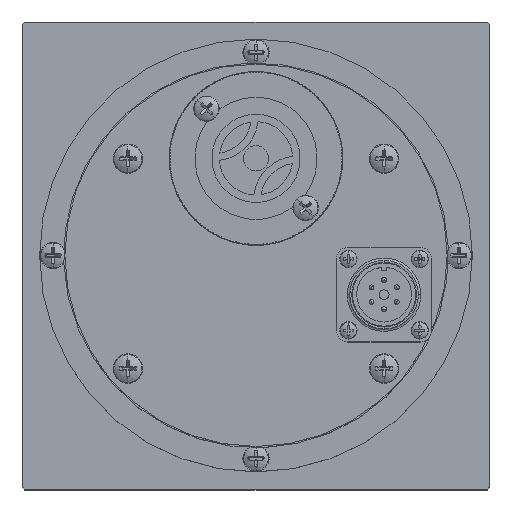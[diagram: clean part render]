
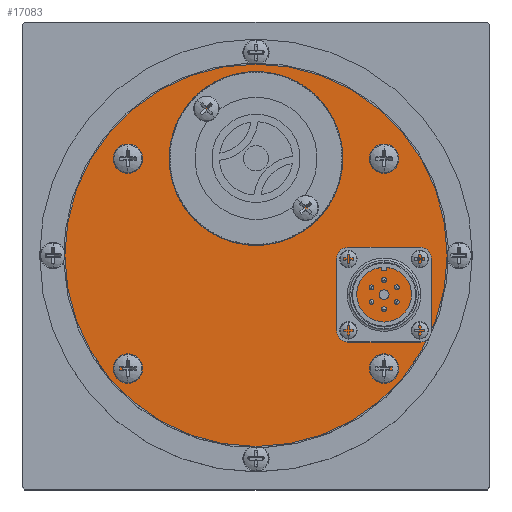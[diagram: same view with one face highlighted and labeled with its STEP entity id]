
A CAD part, top view. The second image highlights one B-rep face of the part: STEP entity #17083.
In plain terms, the highlighted planar face has unit normal (0, 0, 1).
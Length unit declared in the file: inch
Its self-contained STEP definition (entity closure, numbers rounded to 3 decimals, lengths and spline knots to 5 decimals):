
#668 = EDGE_LOOP ( 'NONE', ( #21903, #21956 ) ) ;
#2278 = AXIS2_PLACEMENT_3D ( 'NONE', #16690, #16681, #16691 ) ;
#7892 = DIRECTION ( 'NONE',  ( 1., 0., 0. ) ) ;
#8224 = DIRECTION ( 'NONE',  ( 1., 0., 0. ) ) ;
#8228 = DIRECTION ( 'NONE',  ( 0., 0., 1. ) ) ;
#8232 = CARTESIAN_POINT ( 'NONE',  ( 1.625, -0.5, 8.498 ) ) ;
#8244 = DIRECTION ( 'NONE',  ( 1., 0., 0. ) ) ;
#8248 = DIRECTION ( 'NONE',  ( 0., 0., 1. ) ) ;
#8259 = CARTESIAN_POINT ( 'NONE',  ( 1.625, 1.225, 8.498 ) ) ;
#8269 = DIRECTION ( 'NONE',  ( 1., 0., 0. ) ) ;
#8272 = DIRECTION ( 'NONE',  ( 0., 0., 1. ) ) ;
#8281 = CARTESIAN_POINT ( 'NONE',  ( -1.625, 1.225, 8.498 ) ) ;
#8289 = DIRECTION ( 'NONE',  ( 1., 0., 0. ) ) ;
#8291 = CARTESIAN_POINT ( 'NONE',  ( -1.625, 1.225, 8.498 ) ) ;
#8304 = DIRECTION ( 'NONE',  ( 1., 0., 0. ) ) ;
#8305 = DIRECTION ( 'NONE',  ( 0., 0., 1. ) ) ;
#8308 = DIRECTION ( 'NONE',  ( 0., 0., 1. ) ) ;
#8309 = CARTESIAN_POINT ( 'NONE',  ( 1.625, -0.5, 8.498 ) ) ;
#8322 = DIRECTION ( 'NONE',  ( 0., 0., 1. ) ) ;
#8325 = CARTESIAN_POINT ( 'NONE',  ( 1.625, 1.225, 8.498 ) ) ;
#8344 = DIRECTION ( 'NONE',  ( 1., 0., 0. ) ) ;
#8347 = DIRECTION ( 'NONE',  ( 0., 0., 1. ) ) ;
#8353 = DIRECTION ( 'NONE',  ( 1., 0., 0. ) ) ;
#8355 = CARTESIAN_POINT ( 'NONE',  ( -1.625, -1.437, 8.498 ) ) ;
#8358 = CARTESIAN_POINT ( 'NONE',  ( -1.625, -1.437, 8.498 ) ) ;
#8363 = DIRECTION ( 'NONE',  ( 1., 0., 0. ) ) ;
#8365 = DIRECTION ( 'NONE',  ( 0., 0., 1. ) ) ;
#8371 = DIRECTION ( 'NONE',  ( 0., 0., 1. ) ) ;
#8373 = CARTESIAN_POINT ( 'NONE',  ( 1.625, -1.437, 8.498 ) ) ;
#8377 = CARTESIAN_POINT ( 'NONE',  ( 1.625, -1.437, 8.498 ) ) ;
#8401 = DIRECTION ( 'NONE',  ( 1., 0., 0. ) ) ;
#8412 = DIRECTION ( 'NONE',  ( 0., 0., 1. ) ) ;
#10633 = EDGE_CURVE ( 'NONE', #18443, #18013, #15002, .T. ) ;
#10635 = EDGE_CURVE ( 'NONE', #18013, #18443, #15007, .T. ) ;
#10637 = EDGE_CURVE ( 'NONE', #17940, #18402, #15000, .T. ) ;
#10639 = EDGE_CURVE ( 'NONE', #18402, #17940, #15001, .T. ) ;
#10669 = EDGE_CURVE ( 'NONE', #18052, #17619, #14971, .T. ) ;
#10670 = EDGE_CURVE ( 'NONE', #17619, #18052, #14969, .T. ) ;
#10671 = EDGE_CURVE ( 'NONE', #17841, #18229, #14963, .T. ) ;
#10672 = EDGE_CURVE ( 'NONE', #18229, #17841, #14964, .T. ) ;
#10673 = EDGE_CURVE ( 'NONE', #18099, #17391, #15372, .T. ) ;
#10675 = EDGE_CURVE ( 'NONE', #18222, #17739, #14962, .T. ) ;
#10677 = EDGE_CURVE ( 'NONE', #18219, #17971, #15371, .T. ) ;
#10679 = EDGE_CURVE ( 'NONE', #17971, #18219, #15368, .T. ) ;
#10680 = EDGE_CURVE ( 'NONE', #17391, #18099, #15373, .T. ) ;
#10681 = EDGE_CURVE ( 'NONE', #17739, #18222, #15367, .T. ) ;
#10846 = CARTESIAN_POINT ( 'NONE',  ( 0., 0., 8.498 ) ) ;
#10849 = DIRECTION ( 'NONE',  ( 0., 0., 1. ) ) ;
#10868 = DIRECTION ( 'NONE',  ( 1., 0., 0. ) ) ;
#10880 = DIRECTION ( 'NONE',  ( 1., 0., 0. ) ) ;
#10881 = DIRECTION ( 'NONE',  ( 0., 0., 1. ) ) ;
#10882 = CARTESIAN_POINT ( 'NONE',  ( 0., 1.225, 8.498 ) ) ;
#10890 = DIRECTION ( 'NONE',  ( 0., 0., 1. ) ) ;
#10898 = CARTESIAN_POINT ( 'NONE',  ( 0., 1.225, 8.498 ) ) ;
#10900 = DIRECTION ( 'NONE',  ( 1., 0., 0. ) ) ;
#10965 = DIRECTION ( 'NONE',  ( 1., 0., 0. ) ) ;
#10967 = CARTESIAN_POINT ( 'NONE',  ( 0., 0., 8.498 ) ) ;
#11142 = DIRECTION ( 'NONE',  ( 0., 0., 1. ) ) ;
#11717 = EDGE_LOOP ( 'NONE', ( #21895, #21504 ) ) ;
#11720 = EDGE_LOOP ( 'NONE', ( #21605, #21939 ) ) ;
#12100 = EDGE_LOOP ( 'NONE', ( #21976, #21943 ) ) ;
#12189 = EDGE_LOOP ( 'NONE', ( #21902, #21620 ) ) ;
#12191 = EDGE_LOOP ( 'NONE', ( #23952, #21085 ) ) ;
#12195 = EDGE_LOOP ( 'NONE', ( #21318, #21321 ) ) ;
#13115 = AXIS2_PLACEMENT_3D ( 'NONE', #10882, #10881, #10880 ) ;
#13147 = AXIS2_PLACEMENT_3D ( 'NONE', #10846, #11142, #10868 ) ;
#13148 = AXIS2_PLACEMENT_3D ( 'NONE', #10967, #10849, #10965 ) ;
#13151 = AXIS2_PLACEMENT_3D ( 'NONE', #10898, #10890, #10900 ) ;
#13156 = AXIS2_PLACEMENT_3D ( 'NONE', #8232, #8228, #8224 ) ;
#13158 = AXIS2_PLACEMENT_3D ( 'NONE', #8259, #8248, #8244 ) ;
#13159 = AXIS2_PLACEMENT_3D ( 'NONE', #8325, #8322, #7892 ) ;
#13160 = AXIS2_PLACEMENT_3D ( 'NONE', #8309, #8308, #8304 ) ;
#13161 = AXIS2_PLACEMENT_3D ( 'NONE', #8291, #8412, #8289 ) ;
#13162 = AXIS2_PLACEMENT_3D ( 'NONE', #8281, #8272, #8269 ) ;
#13163 = AXIS2_PLACEMENT_3D ( 'NONE', #8358, #8347, #8344 ) ;
#13165 = AXIS2_PLACEMENT_3D ( 'NONE', #8377, #8371, #8401 ) ;
#13166 = AXIS2_PLACEMENT_3D ( 'NONE', #8373, #8365, #8363 ) ;
#13167 = AXIS2_PLACEMENT_3D ( 'NONE', #8355, #8305, #8353 ) ;
#14611 = FACE_BOUND ( 'NONE', #11717, .T. ) ;
#14630 = FACE_BOUND ( 'NONE', #12100, .T. ) ;
#14631 = FACE_BOUND ( 'NONE', #668, .T. ) ;
#14639 = FACE_OUTER_BOUND ( 'NONE', #12195, .T. ) ;
#14651 = FACE_BOUND ( 'NONE', #11720, .T. ) ;
#14668 = FACE_BOUND ( 'NONE', #12189, .T. ) ;
#14672 = FACE_BOUND ( 'NONE', #12191, .T. ) ;
#14962 = CIRCLE ( 'NONE', #13160, 0.0625 ) ;
#14963 = CIRCLE ( 'NONE', #13167, 0.0625 ) ;
#14964 = CIRCLE ( 'NONE', #13163, 0.0625 ) ;
#14969 = CIRCLE ( 'NONE', #13166, 0.0625 ) ;
#14971 = CIRCLE ( 'NONE', #13165, 0.0625 ) ;
#15000 = CIRCLE ( 'NONE', #13147, 2.425 ) ;
#15001 = CIRCLE ( 'NONE', #13148, 2.425 ) ;
#15002 = CIRCLE ( 'NONE', #13115, 0.0625 ) ;
#15007 = CIRCLE ( 'NONE', #13151, 0.0625 ) ;
#15367 = CIRCLE ( 'NONE', #13156, 0.0625 ) ;
#15368 = CIRCLE ( 'NONE', #13162, 0.0625 ) ;
#15371 = CIRCLE ( 'NONE', #13161, 0.0625 ) ;
#15372 = CIRCLE ( 'NONE', #13159, 0.0625 ) ;
#15373 = CIRCLE ( 'NONE', #13158, 0.0625 ) ;
#16681 = DIRECTION ( 'NONE',  ( 0., 0., 1. ) ) ;
#16686 = PLANE ( 'NONE',  #2278 ) ;
#16690 = CARTESIAN_POINT ( 'NONE',  ( 0., 0., 8.498 ) ) ;
#16691 = DIRECTION ( 'NONE',  ( 1., 0., 0. ) ) ;
#16917 = CARTESIAN_POINT ( 'NONE',  ( 1.6875, 1.225, 8.498 ) ) ;
#17076 = CARTESIAN_POINT ( 'NONE',  ( 1.5625, -1.437, 8.498 ) ) ;
#17083 = ADVANCED_FACE ( 'NONE', ( #14651, #14631, #14630, #14611, #14668, #14672, #14639 ), #16686, .T. ) ;
#17177 = CARTESIAN_POINT ( 'NONE',  ( 1.6875, -0.5, 8.498 ) ) ;
#17230 = CARTESIAN_POINT ( 'NONE',  ( -1.5625, -1.437, 8.498 ) ) ;
#17272 = CARTESIAN_POINT ( 'NONE',  ( -2.425, 0., 8.498 ) ) ;
#17298 = CARTESIAN_POINT ( 'NONE',  ( -1.6875, 1.225, 8.498 ) ) ;
#17317 = CARTESIAN_POINT ( 'NONE',  ( -0.0625, 1.225, 8.498 ) ) ;
#17332 = CARTESIAN_POINT ( 'NONE',  ( 1.6875, -1.437, 8.498 ) ) ;
#17359 = CARTESIAN_POINT ( 'NONE',  ( 1.5625, 1.225, 8.498 ) ) ;
#17391 = VERTEX_POINT ( 'NONE', #16917 ) ;
#17619 = VERTEX_POINT ( 'NONE', #17076 ) ;
#17739 = VERTEX_POINT ( 'NONE', #17177 ) ;
#17841 = VERTEX_POINT ( 'NONE', #17230 ) ;
#17940 = VERTEX_POINT ( 'NONE', #17272 ) ;
#17971 = VERTEX_POINT ( 'NONE', #17298 ) ;
#18013 = VERTEX_POINT ( 'NONE', #17317 ) ;
#18052 = VERTEX_POINT ( 'NONE', #17332 ) ;
#18099 = VERTEX_POINT ( 'NONE', #17359 ) ;
#18219 = VERTEX_POINT ( 'NONE', #22055 ) ;
#18222 = VERTEX_POINT ( 'NONE', #22058 ) ;
#18229 = VERTEX_POINT ( 'NONE', #22061 ) ;
#18402 = VERTEX_POINT ( 'NONE', #22148 ) ;
#18443 = VERTEX_POINT ( 'NONE', #22165 ) ;
#21085 = ORIENTED_EDGE ( 'NONE', *, *, #10672, .F. ) ;
#21318 = ORIENTED_EDGE ( 'NONE', *, *, #10637, .T. ) ;
#21321 = ORIENTED_EDGE ( 'NONE', *, *, #10639, .T. ) ;
#21504 = ORIENTED_EDGE ( 'NONE', *, *, #10673, .F. ) ;
#21605 = ORIENTED_EDGE ( 'NONE', *, *, #10633, .F. ) ;
#21620 = ORIENTED_EDGE ( 'NONE', *, *, #10670, .F. ) ;
#21895 = ORIENTED_EDGE ( 'NONE', *, *, #10680, .F. ) ;
#21902 = ORIENTED_EDGE ( 'NONE', *, *, #10669, .F. ) ;
#21903 = ORIENTED_EDGE ( 'NONE', *, *, #10681, .F. ) ;
#21939 = ORIENTED_EDGE ( 'NONE', *, *, #10635, .F. ) ;
#21943 = ORIENTED_EDGE ( 'NONE', *, *, #10679, .F. ) ;
#21956 = ORIENTED_EDGE ( 'NONE', *, *, #10675, .F. ) ;
#21976 = ORIENTED_EDGE ( 'NONE', *, *, #10677, .F. ) ;
#22055 = CARTESIAN_POINT ( 'NONE',  ( -1.5625, 1.225, 8.498 ) ) ;
#22058 = CARTESIAN_POINT ( 'NONE',  ( 1.5625, -0.5, 8.498 ) ) ;
#22061 = CARTESIAN_POINT ( 'NONE',  ( -1.6875, -1.437, 8.498 ) ) ;
#22148 = CARTESIAN_POINT ( 'NONE',  ( 2.425, 0., 8.498 ) ) ;
#22165 = CARTESIAN_POINT ( 'NONE',  ( 0.0625, 1.225, 8.498 ) ) ;
#23952 = ORIENTED_EDGE ( 'NONE', *, *, #10671, .F. ) ;
